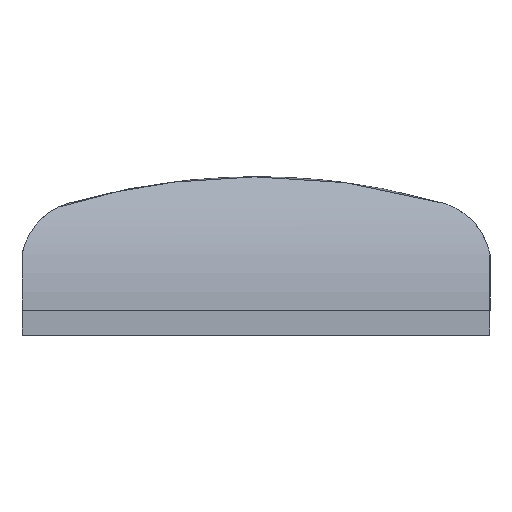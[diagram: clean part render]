
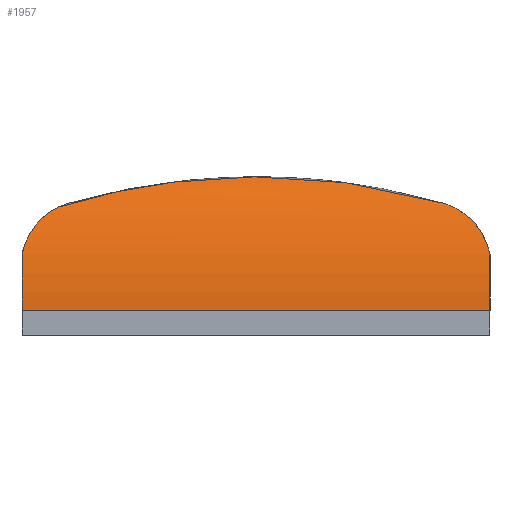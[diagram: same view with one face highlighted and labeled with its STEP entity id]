
A CAD part, front view. The second image highlights one B-rep face of the part: STEP entity #1957.
In plain terms, the highlighted cylindrical face has radius 12.453 mm (diameter 24.905 mm), a partial arc.
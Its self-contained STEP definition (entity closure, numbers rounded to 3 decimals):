
#1675=CARTESIAN_POINT('',(14.,-12.452,0.0));
#1676=VERTEX_POINT('',#1675);
#1683=CARTESIAN_POINT('',(-14.0,-12.452,0.));
#1684=VERTEX_POINT('',#1683);
#1685=CARTESIAN_POINT('',(14.,-12.452,0.));
#1686=DIRECTION('',(-1.0,0.0,0.0));
#1687=VECTOR('',#1686,28.);
#1688=LINE('',#1685,#1687);
#1689=EDGE_CURVE('',#1676,#1684,#1688,.T.);
#1792=CARTESIAN_POINT('',(11.189,-10.666,6.426));
#1793=VERTEX_POINT('',#1792);
#1800=CARTESIAN_POINT('',(14.0,-11.988,3.37));
#1801=VERTEX_POINT('',#1800);
#1802=CARTESIAN_POINT('',(14.0,-11.988,3.37));
#1803=CARTESIAN_POINT('',(13.936,-11.897,3.69));
#1804=CARTESIAN_POINT('',(13.693,-11.659,4.419));
#1805=CARTESIAN_POINT('',(13.046,-11.256,5.355));
#1806=CARTESIAN_POINT('',(12.261,-10.93,5.972));
#1807=CARTESIAN_POINT('',(11.629,-10.753,6.281));
#1808=CARTESIAN_POINT('',(11.323,-10.689,6.387));
#1809=CARTESIAN_POINT('',(11.189,-10.666,6.426));
#1810=B_SPLINE_CURVE_WITH_KNOTS('',3,(#1802,#1803,#1804,#1805,#1806,#1807,#1808,#1809),.UNSPECIFIED.,.F.,.U.,(4,1,1,1,1,4),(0.0,1.019,2.394,3.579,4.141,4.566),.UNSPECIFIED.);
#1811=EDGE_CURVE('',#1801,#1793,#1810,.T.);
#1830=CARTESIAN_POINT('',(-11.787,-10.799,6.2));
#1831=VERTEX_POINT('',#1830);
#1838=CARTESIAN_POINT('',(11.189,-10.666,6.426));
#1839=CARTESIAN_POINT('',(10.518,-10.549,6.62));
#1840=CARTESIAN_POINT('',(8.303,-10.177,7.198));
#1841=CARTESIAN_POINT('',(5.149,-9.76,7.738));
#1842=CARTESIAN_POINT('',(1.623,-9.538,8.005));
#1843=CARTESIAN_POINT('',(-1.596,-9.529,8.015));
#1844=CARTESIAN_POINT('',(-5.337,-9.792,7.702));
#1845=CARTESIAN_POINT('',(-8.821,-10.282,7.048));
#1846=CARTESIAN_POINT('',(-10.994,-10.658,6.446));
#1847=CARTESIAN_POINT('',(-11.787,-10.799,6.2));
#1848=B_SPLINE_CURVE_WITH_KNOTS('',3,(#1838,#1839,#1840,#1841,#1842,#1843,#1844,#1845,#1846,#1847),.UNSPECIFIED.,.F.,.U.,(4,1,1,1,1,1,1,4),(0.0,2.124,6.956,9.659,12.742,16.603,20.928,23.457),.UNSPECIFIED.);
#1849=EDGE_CURVE('',#1793,#1831,#1848,.T.);
#1910=CARTESIAN_POINT('',(-14.0,-11.988,3.37));
#1911=VERTEX_POINT('',#1910);
#1918=CARTESIAN_POINT('',(-11.787,-10.799,6.2));
#1919=CARTESIAN_POINT('',(-12.027,-10.864,6.086));
#1920=CARTESIAN_POINT('',(-12.578,-11.049,5.755));
#1921=CARTESIAN_POINT('',(-13.263,-11.382,5.078));
#1922=CARTESIAN_POINT('',(-13.76,-11.722,4.234));
#1923=CARTESIAN_POINT('',(-13.945,-11.91,3.646));
#1924=CARTESIAN_POINT('',(-14.0,-11.988,3.37));
#1925=B_SPLINE_CURVE_WITH_KNOTS('',3,(#1918,#1919,#1920,#1921,#1922,#1923,#1924),.UNSPECIFIED.,.F.,.U.,(4,1,1,1,4),(0.0,0.822,1.992,3.033,3.912),.UNSPECIFIED.);
#1926=EDGE_CURVE('',#1831,#1911,#1925,.T.);
#1932=CARTESIAN_POINT('',(16.804,0.001,0.));
#1933=DIRECTION('',(1.0,0.0,0.));
#1934=DIRECTION('',(0.,0.,1.0));
#1935=AXIS2_PLACEMENT_3D('',#1932,#1933,#1934);
#1936=CYLINDRICAL_SURFACE('',#1935,12.453);
#1937=ORIENTED_EDGE('',*,*,#1689,.F.);
#1938=CARTESIAN_POINT('',(14.0,0.001,0.));
#1939=DIRECTION('',(-1.0,0.0,0.));
#1940=DIRECTION('',(0.0,-1.0,0.0));
#1941=AXIS2_PLACEMENT_3D('',#1938,#1939,#1940);
#1942=CIRCLE('',#1941,12.453);
#1943=EDGE_CURVE('',#1676,#1801,#1942,.T.);
#1944=ORIENTED_EDGE('',*,*,#1943,.T.);
#1945=ORIENTED_EDGE('',*,*,#1811,.T.);
#1946=ORIENTED_EDGE('',*,*,#1849,.T.);
#1947=ORIENTED_EDGE('',*,*,#1926,.T.);
#1948=CARTESIAN_POINT('',(-14.0,0.001,0.));
#1949=DIRECTION('',(1.0,0.0,0.));
#1950=DIRECTION('',(0.0,-1.0,0.0));
#1951=AXIS2_PLACEMENT_3D('',#1948,#1949,#1950);
#1952=CIRCLE('',#1951,12.453);
#1953=EDGE_CURVE('',#1911,#1684,#1952,.T.);
#1954=ORIENTED_EDGE('',*,*,#1953,.T.);
#1955=EDGE_LOOP('',(#1937,#1944,#1945,#1946,#1947,#1954));
#1956=FACE_OUTER_BOUND('',#1955,.T.);
#1957=ADVANCED_FACE('',(#1956),#1936,.T.);
